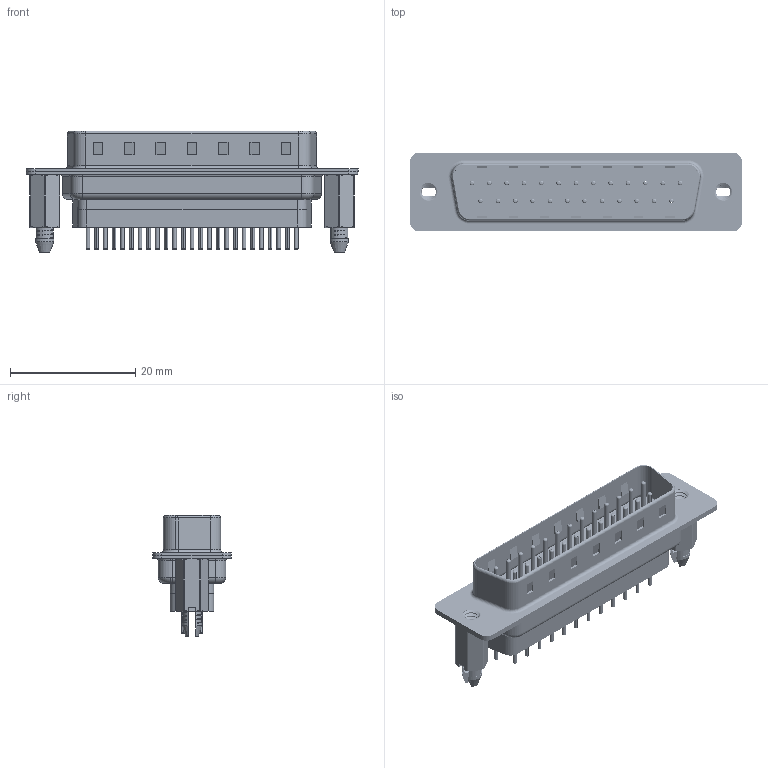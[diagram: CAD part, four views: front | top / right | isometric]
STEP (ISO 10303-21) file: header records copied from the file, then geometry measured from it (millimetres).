
FILE_DESCRIPTION (( 'STEP AP203' ), '1' );
FILE_NAME ('627-025-228-066.STEP', '2020-07-21T16:40:00', ( '' ), ( '' ), 'SwSTEP 2.0', 'SolidWorks 2020', '' );
FILE_SCHEMA (( 'CONFIG_CONTROL_DESIGN' ));
Length unit declared in the file: millimetre
Products named in the file (7): 627 Housing_25 FF; 627 Shell Rear_25 Contacts; 627 Shell Front_25 Contacts; 627-025-228-066; 627 Contact Row 1_28L; 627 Contact Row 2_28L; 627 4-40 Threaded Boardlock_FF
Assembly tree (30 placements, depth 2):
  627-025-228-066
    627 Housing_25 FF
    627 Shell Front_25 Contacts
    627 Shell Rear_25 Contacts
    627 Contact Row 1_28L  x13
    627 Contact Row 2_28L  x12
    627 4-40 Threaded Boardlock_FF  x2
Bounding box: 53 x 12.6 x 19.4 mm (x, y, z)
Volume: 3459.2 mm3; surface area: 9389.6 mm2
Topology: 31 solids, 31 shells, 3043 faces, 8035 edges, 5013 vertices
Faces by surface type: cylinder 1183, plane 809, torus 731, cone 266, bspline 54
Entity records: 43935 total; most frequent: CARTESIAN_POINT 21003, DIRECTION 4667, ORIENTED_EDGE 4422, EDGE_CURVE 2211, AXIS2_PLACEMENT_3D 1832, VERTEX_POINT 1421, EDGE_LOOP 1062, VECTOR 1003
